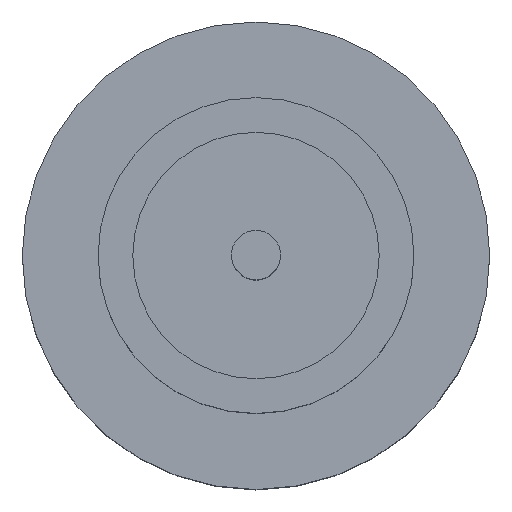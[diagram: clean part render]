
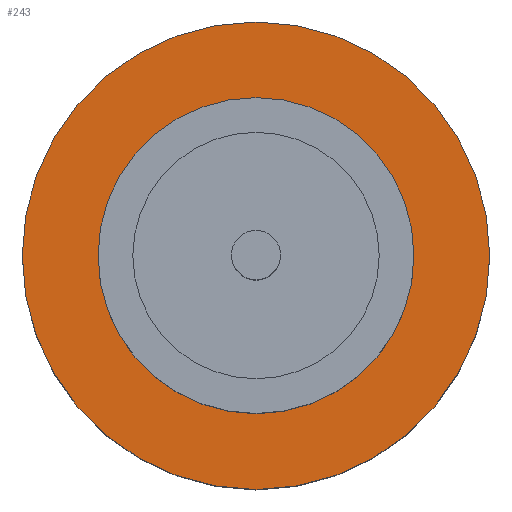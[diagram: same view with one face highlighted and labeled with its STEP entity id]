
A CAD part, top view. The second image highlights one B-rep face of the part: STEP entity #243.
In plain terms, the highlighted planar face has unit normal (0, 0, 1).
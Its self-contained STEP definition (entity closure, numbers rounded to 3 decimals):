
#2 = CARTESIAN_POINT ( 'NONE',  ( 0., 0., 1.55 ) ) ;
#44 = EDGE_CURVE ( 'NONE', #513, #389, #501, .T. ) ;
#53 = ORIENTED_EDGE ( 'NONE', *, *, #588, .T. ) ;
#95 = AXIS2_PLACEMENT_3D ( 'NONE', #129, #266, #736 ) ;
#114 = EDGE_LOOP ( 'NONE', ( #816, #53 ) ) ;
#129 = CARTESIAN_POINT ( 'NONE',  ( 0., 0., 1.55 ) ) ;
#156 = CARTESIAN_POINT ( 'NONE',  ( 0., 0., 1.55 ) ) ;
#168 = DIRECTION ( 'NONE',  ( 0., 0., 1. ) ) ;
#171 = PLANE ( 'NONE',  #716 ) ;
#189 = CARTESIAN_POINT ( 'NONE',  ( -1.25, 0., 1.55 ) ) ;
#207 = DIRECTION ( 'NONE',  ( 0., 0., 1. ) ) ;
#239 = FACE_BOUND ( 'NONE', #690, .T. ) ;
#243 = ADVANCED_FACE ( 'NONE', ( #239, #751 ), #171, .T. ) ;
#255 = DIRECTION ( 'NONE',  ( 0., 0., 1. ) ) ;
#266 = DIRECTION ( 'NONE',  ( 0., 0., 1. ) ) ;
#277 = EDGE_CURVE ( 'NONE', #490, #647, #853, .T. ) ;
#304 = AXIS2_PLACEMENT_3D ( 'NONE', #2, #255, #792 ) ;
#309 = ORIENTED_EDGE ( 'NONE', *, *, #611, .F. ) ;
#343 = CIRCLE ( 'NONE', #95, 1.25 ) ;
#387 = AXIS2_PLACEMENT_3D ( 'NONE', #545, #207, #672 ) ;
#389 = VERTEX_POINT ( 'NONE', #807 ) ;
#460 = DIRECTION ( 'NONE',  ( 0., 0., 1. ) ) ;
#490 = VERTEX_POINT ( 'NONE', #684 ) ;
#501 = CIRCLE ( 'NONE', #748, 1.25 ) ;
#513 = VERTEX_POINT ( 'NONE', #189 ) ;
#545 = CARTESIAN_POINT ( 'NONE',  ( 0., 0., 1.55 ) ) ;
#557 = CIRCLE ( 'NONE', #387, 1.85 ) ;
#588 = EDGE_CURVE ( 'NONE', #647, #490, #557, .T. ) ;
#589 = DIRECTION ( 'NONE',  ( 1., 0., 0. ) ) ;
#601 = CARTESIAN_POINT ( 'NONE',  ( 1.85, 0., 1.55 ) ) ;
#611 = EDGE_CURVE ( 'NONE', #389, #513, #343, .T. ) ;
#626 = ORIENTED_EDGE ( 'NONE', *, *, #44, .F. ) ;
#638 = DIRECTION ( 'NONE',  ( 1., 0., 0. ) ) ;
#647 = VERTEX_POINT ( 'NONE', #601 ) ;
#672 = DIRECTION ( 'NONE',  ( 1., 0., 0. ) ) ;
#684 = CARTESIAN_POINT ( 'NONE',  ( -1.85, 0., 1.55 ) ) ;
#690 = EDGE_LOOP ( 'NONE', ( #309, #626 ) ) ;
#716 = AXIS2_PLACEMENT_3D ( 'NONE', #717, #460, #589 ) ;
#717 = CARTESIAN_POINT ( 'NONE',  ( 0., 0., 1.55 ) ) ;
#736 = DIRECTION ( 'NONE',  ( 1., 0., 0. ) ) ;
#748 = AXIS2_PLACEMENT_3D ( 'NONE', #156, #168, #638 ) ;
#751 = FACE_OUTER_BOUND ( 'NONE', #114, .T. ) ;
#792 = DIRECTION ( 'NONE',  ( 1., 0., 0. ) ) ;
#807 = CARTESIAN_POINT ( 'NONE',  ( 1.25, 0., 1.55 ) ) ;
#816 = ORIENTED_EDGE ( 'NONE', *, *, #277, .T. ) ;
#853 = CIRCLE ( 'NONE', #304, 1.85 ) ;
